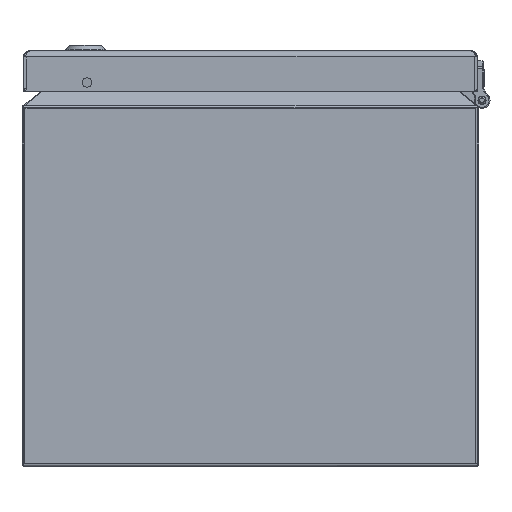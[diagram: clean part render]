
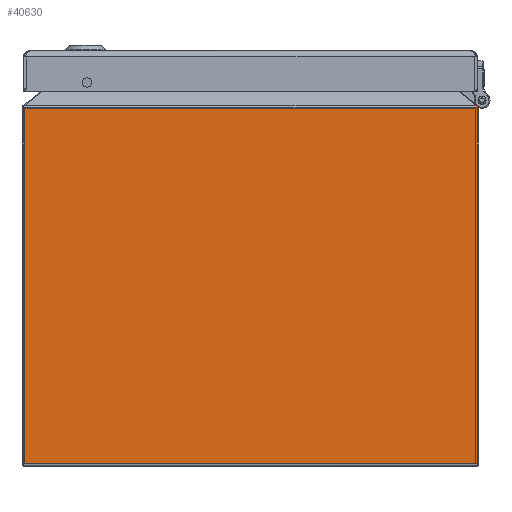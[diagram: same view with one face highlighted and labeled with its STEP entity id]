
A CAD part, left-side view. The second image highlights one B-rep face of the part: STEP entity #40630.
In plain terms, the highlighted planar face has unit normal (-1, 0, 0).
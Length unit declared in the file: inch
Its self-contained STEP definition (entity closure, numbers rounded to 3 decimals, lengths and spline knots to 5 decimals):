
#1451 = CARTESIAN_POINT ( 'NONE',  ( -17.85, 8.81992, -1.1236 ) ) ;
#3488 = DIRECTION ( 'NONE',  ( 0., 1., 0. ) ) ;
#7899 = ORIENTED_EDGE ( 'NONE', *, *, #75692, .F. ) ;
#13093 = VERTEX_POINT ( 'NONE', #21330 ) ;
#15385 = ORIENTED_EDGE ( 'NONE', *, *, #31425, .F. ) ;
#16559 = DIRECTION ( 'NONE',  ( 0., 0., 1. ) ) ;
#17619 = PLANE ( 'NONE',  #26368 ) ;
#18035 = FACE_OUTER_BOUND ( 'NONE', #68412, .T. ) ;
#21330 = CARTESIAN_POINT ( 'NONE',  ( -17.85, -0.12008, -1.1236 ) ) ;
#22129 = ORIENTED_EDGE ( 'NONE', *, *, #38756, .F. ) ;
#24043 = CARTESIAN_POINT ( 'NONE',  ( -17.85, 8.81992, -1.10002 ) ) ;
#26368 = AXIS2_PLACEMENT_3D ( 'NONE', #75652, #37266, #67729 ) ;
#27362 = VECTOR ( 'NONE', #3488, 39.37008 ) ;
#28312 = CARTESIAN_POINT ( 'NONE',  ( -17.85, -0.12008, -1.1236 ) ) ;
#28587 = VECTOR ( 'NONE', #16559, 39.37008 ) ;
#29152 = DIRECTION ( 'NONE',  ( 0., -1., 0. ) ) ;
#31425 = EDGE_CURVE ( 'NONE', #57799, #13093, #66296, .T. ) ;
#37266 = DIRECTION ( 'NONE',  ( 1., 0., 0. ) ) ;
#38756 = EDGE_CURVE ( 'NONE', #13093, #65356, #46941, .T. ) ;
#40630 = ADVANCED_FACE ( 'NONE', ( #18035 ), #17619, .F. ) ;
#41553 = VECTOR ( 'NONE', #29152, 39.37008 ) ;
#44997 = ORIENTED_EDGE ( 'NONE', *, *, #48370, .F. ) ;
#46941 = LINE ( 'NONE', #60273, #75738 ) ;
#48370 = EDGE_CURVE ( 'NONE', #71701, #57799, #56181, .T. ) ;
#56181 = LINE ( 'NONE', #24043, #28587 ) ;
#57799 = VERTEX_POINT ( 'NONE', #1451 ) ;
#59398 = LINE ( 'NONE', #59805, #27362 ) ;
#59805 = CARTESIAN_POINT ( 'NONE',  ( -17.85, -0.12008, -8.13506 ) ) ;
#60273 = CARTESIAN_POINT ( 'NONE',  ( -17.85, -0.12008, -1.10002 ) ) ;
#65356 = VERTEX_POINT ( 'NONE', #77185 ) ;
#66296 = LINE ( 'NONE', #28312, #41553 ) ;
#67729 = DIRECTION ( 'NONE',  ( 0., 1., 0. ) ) ;
#68412 = EDGE_LOOP ( 'NONE', ( #7899, #22129, #15385, #44997 ) ) ;
#71701 = VERTEX_POINT ( 'NONE', #80015 ) ;
#73658 = DIRECTION ( 'NONE',  ( 0., 0., -1. ) ) ;
#75652 = CARTESIAN_POINT ( 'NONE',  ( -17.85, -0.12008, -1.10002 ) ) ;
#75692 = EDGE_CURVE ( 'NONE', #65356, #71701, #59398, .T. ) ;
#75738 = VECTOR ( 'NONE', #73658, 39.37008 ) ;
#77185 = CARTESIAN_POINT ( 'NONE',  ( -17.85, -0.12008, -8.13506 ) ) ;
#80015 = CARTESIAN_POINT ( 'NONE',  ( -17.85, 8.81992, -8.13506 ) ) ;
